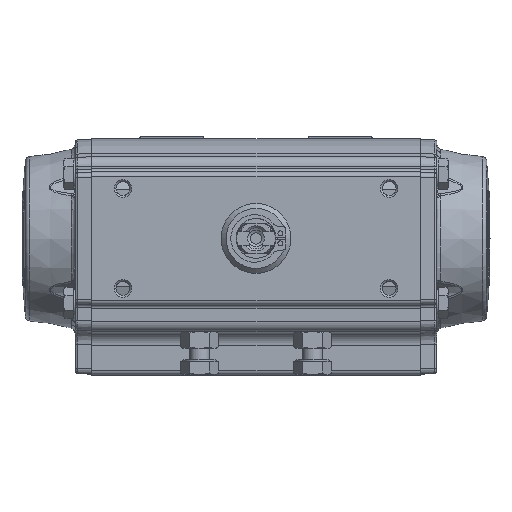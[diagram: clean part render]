
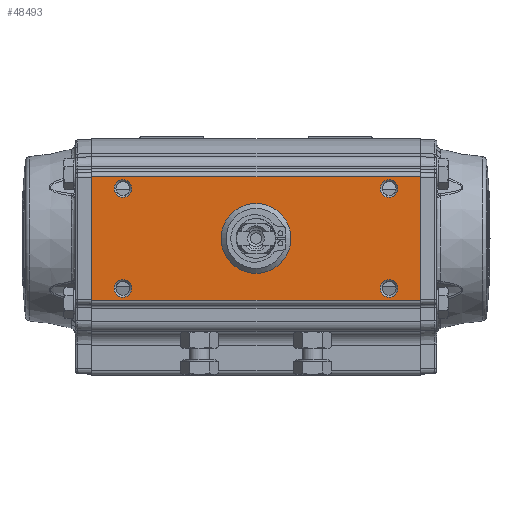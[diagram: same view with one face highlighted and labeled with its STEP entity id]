
A CAD part, top view. The second image highlights one B-rep face of the part: STEP entity #48493.
In plain terms, the highlighted planar face has unit normal (0, 0, 1).
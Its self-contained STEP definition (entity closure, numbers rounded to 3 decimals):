
#42242=CARTESIAN_POINT('',(-49.3,-18.5,207.));
#42243=VERTEX_POINT('',#42242);
#42251=CARTESIAN_POINT('',(-49.3,18.5,207.));
#42252=VERTEX_POINT('',#42251);
#42253=CARTESIAN_POINT('',(-49.3,-18.5,207.));
#42254=DIRECTION('',(0.0,1.0,0.0));
#42255=VECTOR('',#42254,37.);
#42256=LINE('',#42253,#42255);
#42257=EDGE_CURVE('',#42243,#42252,#42256,.T.);
#48397=CARTESIAN_POINT('',(49.3,18.5,207.));
#48398=VERTEX_POINT('',#48397);
#48399=CARTESIAN_POINT('',(49.3,18.5,207.));
#48400=DIRECTION('',(-1.0,0.0,0.0));
#48401=VECTOR('',#48400,98.6);
#48402=LINE('',#48399,#48401);
#48403=EDGE_CURVE('',#48398,#42252,#48402,.T.);
#48415=CARTESIAN_POINT('',(49.3,-18.5,207.));
#48416=DIRECTION('',(0.0,0.0,1.0));
#48417=DIRECTION('',(-1.0,0.0,0.0));
#48418=AXIS2_PLACEMENT_3D('',#48415,#48416,#48417);
#48419=PLANE('',#48418);
#48420=CARTESIAN_POINT('',(49.3,-18.5,207.));
#48421=VERTEX_POINT('',#48420);
#48422=CARTESIAN_POINT('',(49.3,-18.5,207.));
#48423=DIRECTION('',(0.0,1.0,0.0));
#48424=VECTOR('',#48423,37.);
#48425=LINE('',#48422,#48424);
#48426=EDGE_CURVE('',#48421,#48398,#48425,.T.);
#48427=ORIENTED_EDGE('',*,*,#48426,.T.);
#48428=ORIENTED_EDGE('',*,*,#48403,.T.);
#48429=ORIENTED_EDGE('',*,*,#42257,.F.);
#48430=CARTESIAN_POINT('',(-49.3,-18.5,207.));
#48431=DIRECTION('',(1.0,0.0,0.0));
#48432=VECTOR('',#48431,98.6);
#48433=LINE('',#48430,#48432);
#48434=EDGE_CURVE('',#42243,#48421,#48433,.T.);
#48435=ORIENTED_EDGE('',*,*,#48434,.T.);
#48436=EDGE_LOOP('',(#48427,#48428,#48429,#48435));
#48437=FACE_OUTER_BOUND('',#48436,.T.);
#48438=CARTESIAN_POINT('',(-42.65,15.,207.));
#48439=VERTEX_POINT('',#48438);
#48440=CARTESIAN_POINT('',(-40.,15.,207.));
#48441=DIRECTION('',(0.0,0.0,-1.0));
#48442=DIRECTION('',(-1.0,0.0,0.0));
#48443=AXIS2_PLACEMENT_3D('',#48440,#48441,#48442);
#48444=CIRCLE('',#48443,2.65);
#48445=EDGE_CURVE('',#48439,#48439,#48444,.T.);
#48446=ORIENTED_EDGE('',*,*,#48445,.T.);
#48447=EDGE_LOOP('',(#48446));
#48448=FACE_BOUND('',#48447,.T.);
#48449=CARTESIAN_POINT('',(-42.65,-15.,207.));
#48450=VERTEX_POINT('',#48449);
#48451=CARTESIAN_POINT('',(-40.,-15.,207.));
#48452=DIRECTION('',(0.0,0.0,-1.0));
#48453=DIRECTION('',(-1.0,0.0,0.0));
#48454=AXIS2_PLACEMENT_3D('',#48451,#48452,#48453);
#48455=CIRCLE('',#48454,2.65);
#48456=EDGE_CURVE('',#48450,#48450,#48455,.T.);
#48457=ORIENTED_EDGE('',*,*,#48456,.T.);
#48458=EDGE_LOOP('',(#48457));
#48459=FACE_BOUND('',#48458,.T.);
#48460=CARTESIAN_POINT('',(37.35,-15.,207.));
#48461=VERTEX_POINT('',#48460);
#48462=CARTESIAN_POINT('',(40.,-15.,207.));
#48463=DIRECTION('',(0.0,0.0,-1.0));
#48464=DIRECTION('',(-1.0,0.0,0.0));
#48465=AXIS2_PLACEMENT_3D('',#48462,#48463,#48464);
#48466=CIRCLE('',#48465,2.65);
#48467=EDGE_CURVE('',#48461,#48461,#48466,.T.);
#48468=ORIENTED_EDGE('',*,*,#48467,.T.);
#48469=EDGE_LOOP('',(#48468));
#48470=FACE_BOUND('',#48469,.T.);
#48471=CARTESIAN_POINT('',(37.35,15.,207.));
#48472=VERTEX_POINT('',#48471);
#48473=CARTESIAN_POINT('',(40.,15.,207.));
#48474=DIRECTION('',(0.0,0.0,-1.0));
#48475=DIRECTION('',(-1.0,0.0,0.0));
#48476=AXIS2_PLACEMENT_3D('',#48473,#48474,#48475);
#48477=CIRCLE('',#48476,2.65);
#48478=EDGE_CURVE('',#48472,#48472,#48477,.T.);
#48479=ORIENTED_EDGE('',*,*,#48478,.T.);
#48480=EDGE_LOOP('',(#48479));
#48481=FACE_BOUND('',#48480,.T.);
#48482=CARTESIAN_POINT('',(-10.5,0.,207.));
#48483=VERTEX_POINT('',#48482);
#48484=CARTESIAN_POINT('',(0.,0.,207.));
#48485=DIRECTION('',(0.0,0.0,-1.0));
#48486=DIRECTION('',(-1.0,0.0,0.0));
#48487=AXIS2_PLACEMENT_3D('',#48484,#48485,#48486);
#48488=CIRCLE('',#48487,10.5);
#48489=EDGE_CURVE('',#48483,#48483,#48488,.T.);
#48490=ORIENTED_EDGE('',*,*,#48489,.T.);
#48491=EDGE_LOOP('',(#48490));
#48492=FACE_BOUND('',#48491,.T.);
#48493=ADVANCED_FACE('',(#48437,#48448,#48459,#48470,#48481,#48492),#48419,.T.);
